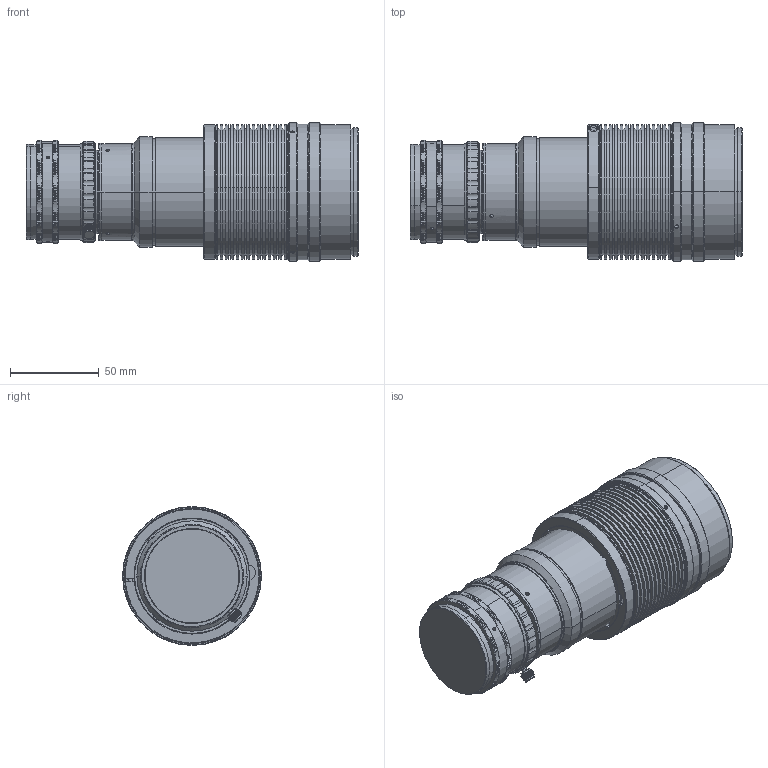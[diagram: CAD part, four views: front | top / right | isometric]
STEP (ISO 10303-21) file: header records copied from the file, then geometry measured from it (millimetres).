
FILE_DESCRIPTION (( 'STEP AP203' ), '1' );
FILE_NAME ('16K5 -0.46x -M72.STEP', '2024-09-02T08:45:47', ( '' ), ( '' ), 'SwSTEP 2.0', 'SolidWorks 2018', '' );
FILE_SCHEMA (( 'CONFIG_CONTROL_DESIGN' ));
Length unit declared in the file: millimetre
Products named in the file (14): E9噩え噩芠-妗陑3D; 綴噩芠-妗陑3D; VתM72; 嫖擊覃誹遠-妗陑3D; M2.5x12_杯头杯头直径实测4.45-实心3D; 梓袧坶踡隊M2.5x7.5-妗陑3D; 0.46x layout; M72 24mm 延长圈; 湮惕踡遠-妗陑3D; 16K5 -0.46x -M72; 8004 諉諳3D; 翋噩芠-妗陑3D; V71 覃蝴諉諳-妗陑3D; 覦趼遠 0.55x-妗陑3D
Assembly tree (12 placements, depth 3):
  0.46x layout
  16K5 -0.46x -M72
    翋噩芠-妗陑3D
    嫖擊覃誹遠-妗陑3D
    覦趼遠 0.55x-妗陑3D
    綴噩芠-妗陑3D
    E9噩え噩芠-妗陑3D
    梓袧坶踡隊M2.5x7.5-妗陑3D
    8004 諉諳3D
      V71 覃蝴諉諳-妗陑3D
      湮惕踡遠-妗陑3D
      M2.5x12_杯头杯头直径实测4.45-实心3D
    VתM72
    M72 24mm 延长圈
Bounding box: 186.61 x 78 x 78 mm (x, y, z)
Volume: 607807.9 mm3; surface area: 133019.1 mm2
Topology: 11 solids, 11 shells, 1848 faces, 4437 edges, 2685 vertices
Faces by surface type: plane 710, cylinder 599, cone 531, bspline 8
Entity records: 61245 total; most frequent: CARTESIAN_POINT 18502, ORIENTED_EDGE 8874, DIRECTION 8374, EDGE_CURVE 4437, AXIS2_PLACEMENT_3D 3479, VERTEX_POINT 2685, EDGE_LOOP 1944, FACE_OUTER_BOUND 1848
